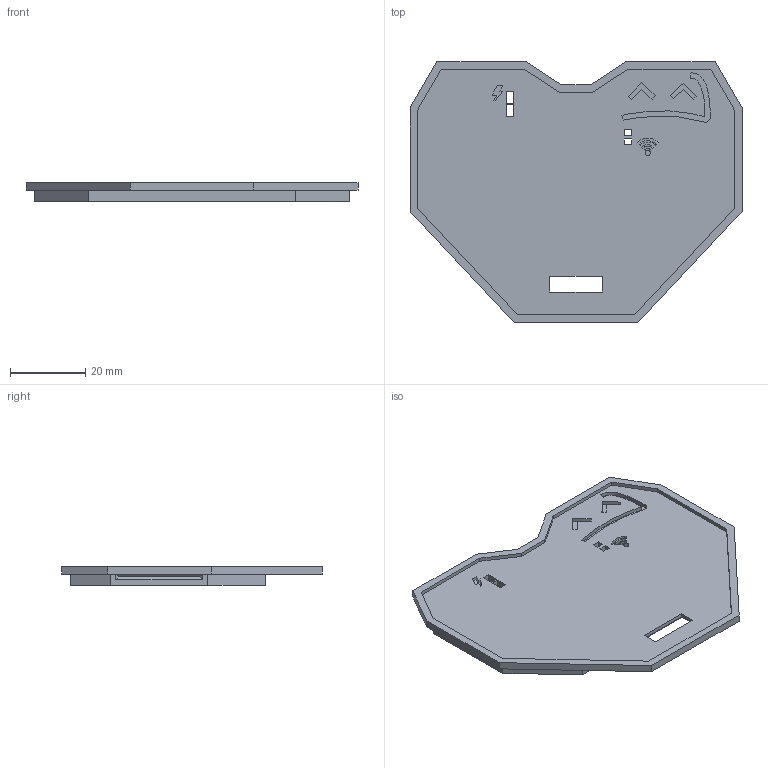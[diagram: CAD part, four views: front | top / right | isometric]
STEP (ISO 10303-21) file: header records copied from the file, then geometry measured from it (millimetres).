
FILE_DESCRIPTION(/* description */ (''),/* implementation_level */ '2;1');
FILE_NAME(/* name */ 'HeartBeat_MainTop_v1.step',/* time_stamp */ '2024-08-06T23:47:18-04:00',/* author */ (''),/* organization */ (''),/* preprocessor_version */ 'ST-DEVELOPER v20',/* originating_system */ 'Autodesk Translation Framework v13.14.0.145',/* authorisation */ '');
FILE_SCHEMA (('AUTOMOTIVE_DESIGN { 1 0 10303 214 3 1 1 }'));
Length unit declared in the file: millimetre
Products named in the file (1): (Unsaved)
Bounding box: 88 x 69 x 5 mm (x, y, z)
Volume: 17137.7 mm3; surface area: 11921.1 mm2
Topology: 1 solids, 1 shells, 124 faces, 328 edges, 216 vertices
Faces by surface type: plane 112, bspline 11, cylinder 1
Full cylindrical faces by diameter (mm): 1.414 x1
Entity records: 4843 total; most frequent: CARTESIAN_POINT 1796, ORIENTED_EDGE 656, DIRECTION 536, EDGE_CURVE 328, LINE 304, VECTOR 304, VERTEX_POINT 216, EDGE_LOOP 144
